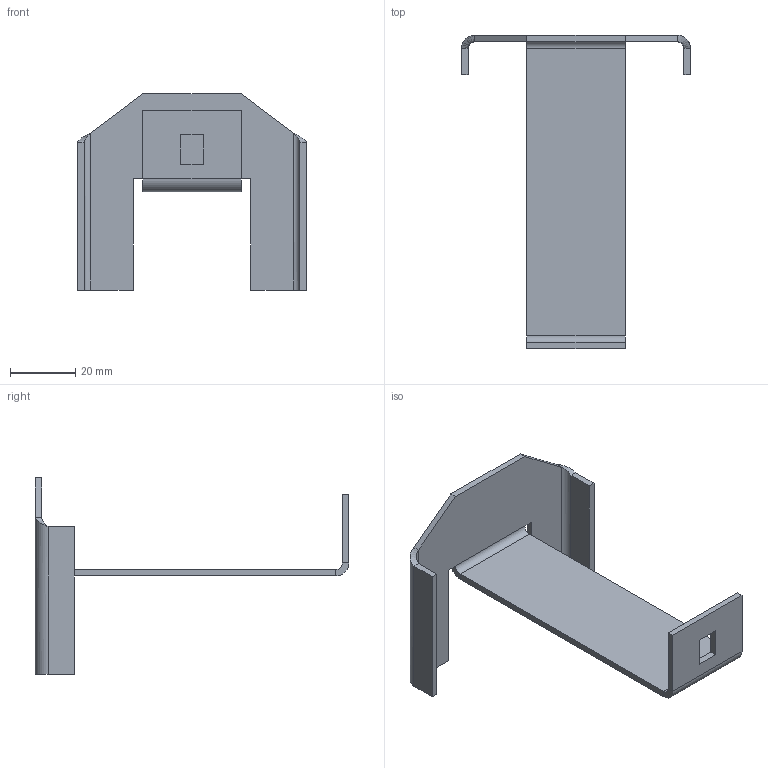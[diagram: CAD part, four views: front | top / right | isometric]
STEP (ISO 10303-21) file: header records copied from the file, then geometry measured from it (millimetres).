
FILE_DESCRIPTION (( 'STEP AP214' ), '1' );
FILE_NAME ('6049239_KSTP1.stp', '2018-08-30T14:02:38', ( '' ), ( '' ), 'SwSTEP 2.0', 'SolidWorks 2016', '' );
FILE_SCHEMA (( 'AUTOMOTIVE_DESIGN' ));
Length unit declared in the file: millimetre
Products named in the file (1): 6049239_KSTP1
Bounding box: 70 x 96 x 60 mm (x, y, z)
Volume: 13904 mm3; surface area: 15127 mm2
Topology: 1 solids, 1 shells, 50 faces, 112 edges, 64 vertices
Faces by surface type: plane 40, cylinder 8, bspline 2
Entity records: 1494 total; most frequent: CARTESIAN_POINT 365, ORIENTED_EDGE 224, DIRECTION 218, EDGE_CURVE 112, LINE 96, VECTOR 96, VERTEX_POINT 64, AXIS2_PLACEMENT_3D 61
